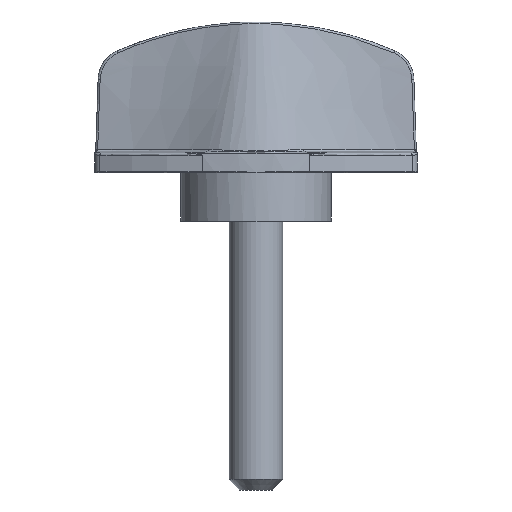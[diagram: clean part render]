
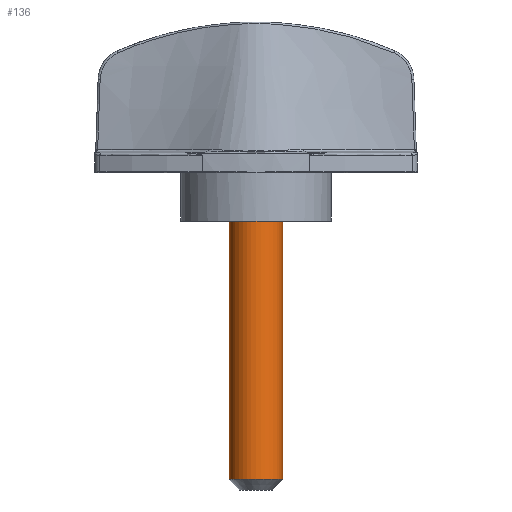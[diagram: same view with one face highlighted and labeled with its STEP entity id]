
A CAD part, front view. The second image highlights one B-rep face of the part: STEP entity #136.
In plain terms, the highlighted cylindrical face has radius 2.5 mm (diameter 5 mm), a full revolution.
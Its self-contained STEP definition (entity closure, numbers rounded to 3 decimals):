
#136 = ADVANCED_FACE( '', ( #365, #366 ), #367, .T. );
#365 = FACE_OUTER_BOUND( '', #1047, .T. );
#366 = FACE_OUTER_BOUND( '', #1048, .T. );
#367 = CYLINDRICAL_SURFACE( '', #1049, 2.5 );
#1047 = EDGE_LOOP( '', ( #6539 ) );
#1048 = EDGE_LOOP( '', ( #6540 ) );
#1049 = AXIS2_PLACEMENT_3D( '', #6541, #6542, #6543 );
#6539 = ORIENTED_EDGE( '', *, *, #7274, .T. );
#6540 = ORIENTED_EDGE( '', *, *, #7275, .T. );
#6541 = CARTESIAN_POINT( '', ( 0., 0., -29.5 ) );
#6542 = DIRECTION( '', ( 0., 0., -1. ) );
#6543 = DIRECTION( '', ( 1., 0., 0. ) );
#7274 = EDGE_CURVE( '', #7658, #7658, #7659, .F. );
#7275 = EDGE_CURVE( '', #7660, #7660, #7661, .F. );
#7658 = VERTEX_POINT( '', #8658 );
#7659 = CIRCLE( '', #8659, 2.5 );
#7660 = VERTEX_POINT( '', #8660 );
#7661 = CIRCLE( '', #8661, 2.5 );
#8658 = CARTESIAN_POINT( '', ( -2.5, 0., -28.5 ) );
#8659 = AXIS2_PLACEMENT_3D( '', #11759, #11760, #11761 );
#8660 = CARTESIAN_POINT( '', ( 2.5, 0., -4.5 ) );
#8661 = AXIS2_PLACEMENT_3D( '', #11762, #11763, #11764 );
#11759 = CARTESIAN_POINT( '', ( 0., 0., -28.5 ) );
#11760 = DIRECTION( '', ( 0., 0., -1. ) );
#11761 = DIRECTION( '', ( -1., 0., 0. ) );
#11762 = CARTESIAN_POINT( '', ( 0., 0., -4.5 ) );
#11763 = DIRECTION( '', ( 0., 0., 1. ) );
#11764 = DIRECTION( '', ( 1., 0., 0. ) );
